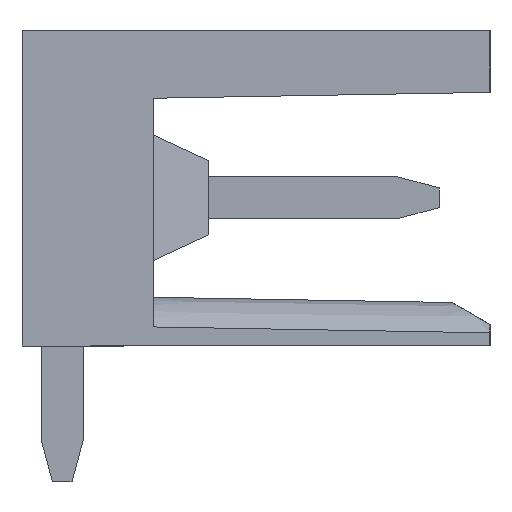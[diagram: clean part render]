
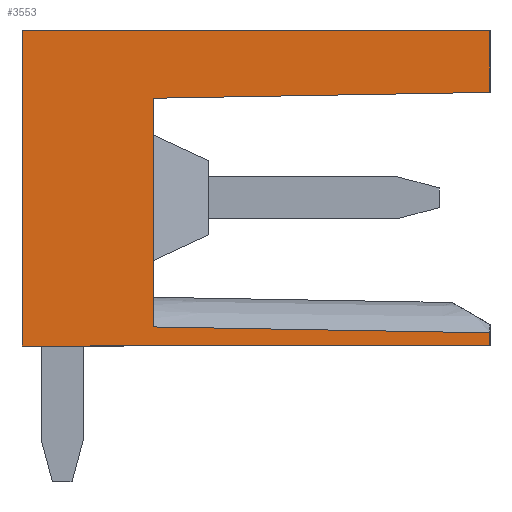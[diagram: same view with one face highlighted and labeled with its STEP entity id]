
A CAD part, left-side view. The second image highlights one B-rep face of the part: STEP entity #3553.
In plain terms, the highlighted planar face has unit normal (-1, 0, 0).
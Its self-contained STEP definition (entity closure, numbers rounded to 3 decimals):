
#3510=AXIS2_PLACEMENT_3D('Plane Axis2P3D',#3507,#3508,#3509) ;
#400=CARTESIAN_POINT('Vertex',(0.,11.05,10.65)) ;
#403=CARTESIAN_POINT('Line Origine',(0.,5.525,10.65)) ;
#407=CARTESIAN_POINT('Vertex',(0.,0.,10.65)) ;
#1477=CARTESIAN_POINT('Vertex',(0.,7.95,9.05)) ;
#1480=CARTESIAN_POINT('Line Origine',(0.,7.95,6.35)) ;
#1484=CARTESIAN_POINT('Vertex',(0.,7.95,3.65)) ;
#2818=CARTESIAN_POINT('Vertex',(0.,11.05,3.2)) ;
#2821=CARTESIAN_POINT('Line Origine',(0.,11.05,6.925)) ;
#3507=CARTESIAN_POINT('Axis2P3D Location',(0.,0.,0.)) ;
#3512=CARTESIAN_POINT('Line Origine',(0.,0.,9.919)) ;
#3516=CARTESIAN_POINT('Vertex',(0.,0.,9.189)) ;
#3519=CARTESIAN_POINT('Line Origine',(0.,5.525,3.2)) ;
#3523=CARTESIAN_POINT('Vertex',(0.,0.,3.2)) ;
#3526=CARTESIAN_POINT('Line Origine',(0.,0.,3.356)) ;
#3530=CARTESIAN_POINT('Vertex',(0.,0.,3.511)) ;
#3533=CARTESIAN_POINT('Line Origine',(0.,3.975,3.581)) ;
#3538=CARTESIAN_POINT('Line Origine',(0.,3.975,9.119)) ;
#404=DIRECTION('Vector Direction',(0.,-1.,0.)) ;
#1481=DIRECTION('Vector Direction',(0.,0.,1.)) ;
#2822=DIRECTION('Vector Direction',(0.,0.,1.)) ;
#3508=DIRECTION('Axis2P3D Direction',(-1.,0.,0.)) ;
#3509=DIRECTION('Axis2P3D XDirection',(0.,-1.,0.)) ;
#3513=DIRECTION('Vector Direction',(0.,0.,-1.)) ;
#3520=DIRECTION('Vector Direction',(0.,1.,0.)) ;
#3527=DIRECTION('Vector Direction',(0.,0.,-1.)) ;
#3534=DIRECTION('Vector Direction',(0.,1.,0.017)) ;
#3539=DIRECTION('Vector Direction',(0.,1.,-0.017)) ;
#405=VECTOR('Line Direction',#404,1.) ;
#1482=VECTOR('Line Direction',#1481,1.) ;
#2823=VECTOR('Line Direction',#2822,1.) ;
#3514=VECTOR('Line Direction',#3513,1.) ;
#3521=VECTOR('Line Direction',#3520,1.) ;
#3528=VECTOR('Line Direction',#3527,1.) ;
#3535=VECTOR('Line Direction',#3534,1.) ;
#3540=VECTOR('Line Direction',#3539,1.) ;
#3544=ORIENTED_EDGE('',*,*,#3518,.T.) ;
#3545=ORIENTED_EDGE('',*,*,#409,.T.) ;
#3546=ORIENTED_EDGE('',*,*,#2825,.T.) ;
#3547=ORIENTED_EDGE('',*,*,#3525,.T.) ;
#3548=ORIENTED_EDGE('',*,*,#3532,.T.) ;
#3549=ORIENTED_EDGE('',*,*,#3537,.F.) ;
#3550=ORIENTED_EDGE('',*,*,#1486,.F.) ;
#3551=ORIENTED_EDGE('',*,*,#3542,.F.) ;
#3553=ADVANCED_FACE('HOUSING',(#3552),#3511,.T.) ;
#409=EDGE_CURVE('',#408,#401,#406,.F.) ;
#1486=EDGE_CURVE('',#1478,#1485,#1483,.F.) ;
#2825=EDGE_CURVE('',#401,#2819,#2824,.F.) ;
#3518=EDGE_CURVE('',#3517,#408,#3515,.F.) ;
#3525=EDGE_CURVE('',#2819,#3524,#3522,.F.) ;
#3532=EDGE_CURVE('',#3524,#3531,#3529,.F.) ;
#3537=EDGE_CURVE('',#1485,#3531,#3536,.F.) ;
#3542=EDGE_CURVE('',#3517,#1478,#3541,.T.) ;
#3543=EDGE_LOOP('',(#3544,#3545,#3546,#3547,#3548,#3549,#3550,#3551)) ;
#3552=FACE_OUTER_BOUND('',#3543,.T.) ;
#406=LINE('Line',#403,#405) ;
#1483=LINE('Line',#1480,#1482) ;
#2824=LINE('Line',#2821,#2823) ;
#3515=LINE('Line',#3512,#3514) ;
#3522=LINE('Line',#3519,#3521) ;
#3529=LINE('Line',#3526,#3528) ;
#3536=LINE('Line',#3533,#3535) ;
#3541=LINE('Line',#3538,#3540) ;
#3511=PLANE('',#3510) ;
#401=VERTEX_POINT('',#400) ;
#408=VERTEX_POINT('',#407) ;
#1478=VERTEX_POINT('',#1477) ;
#1485=VERTEX_POINT('',#1484) ;
#2819=VERTEX_POINT('',#2818) ;
#3517=VERTEX_POINT('',#3516) ;
#3524=VERTEX_POINT('',#3523) ;
#3531=VERTEX_POINT('',#3530) ;
